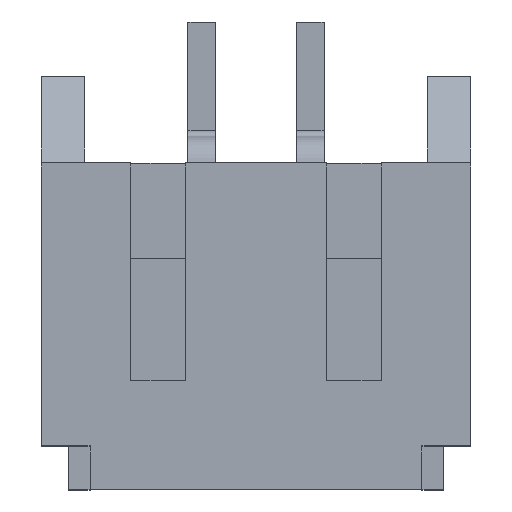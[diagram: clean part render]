
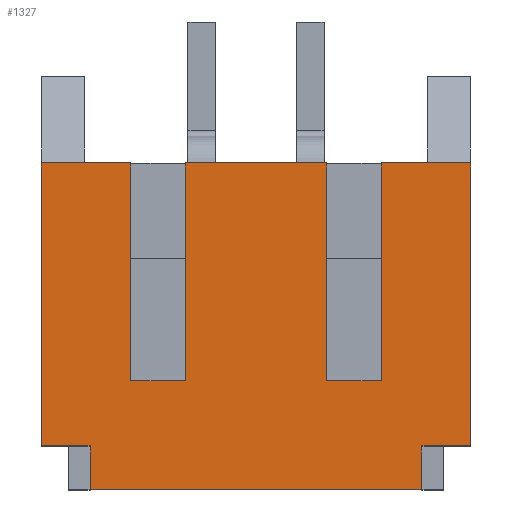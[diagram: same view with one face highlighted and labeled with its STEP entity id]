
A CAD part, top view. The second image highlights one B-rep face of the part: STEP entity #1327.
In plain terms, the highlighted planar face has unit normal (0, 0, 1).
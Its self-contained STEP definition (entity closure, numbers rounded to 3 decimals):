
#283 = EDGE_CURVE('',#284,#286,#288,.T.);
#284 = VERTEX_POINT('',#285);
#285 = CARTESIAN_POINT('',(-1.3,2.1,5.6));
#286 = VERTEX_POINT('',#287);
#287 = CARTESIAN_POINT('',(1.3,2.1,5.6));
#288 = LINE('',#289,#290);
#289 = CARTESIAN_POINT('',(-3.95,2.1,5.6));
#290 = VECTOR('',#291,1.);
#291 = DIRECTION('',(1.,0.,0.));
#310 = VERTEX_POINT('',#311);
#311 = CARTESIAN_POINT('',(2.3,2.1,5.6));
#317 = EDGE_CURVE('',#310,#318,#320,.T.);
#318 = VERTEX_POINT('',#319);
#319 = CARTESIAN_POINT('',(3.95,2.1,5.6));
#320 = LINE('',#321,#322);
#321 = CARTESIAN_POINT('',(-3.95,2.1,5.6));
#322 = VECTOR('',#323,1.);
#323 = DIRECTION('',(1.,0.,0.));
#374 = VERTEX_POINT('',#375);
#375 = CARTESIAN_POINT('',(-3.95,2.1,5.6));
#381 = EDGE_CURVE('',#374,#382,#384,.T.);
#382 = VERTEX_POINT('',#383);
#383 = CARTESIAN_POINT('',(-2.3,2.1,5.6));
#384 = LINE('',#385,#386);
#385 = CARTESIAN_POINT('',(-3.95,2.1,5.6));
#386 = VECTOR('',#387,1.);
#387 = DIRECTION('',(1.,0.,0.));
#709 = VERTEX_POINT('',#710);
#710 = CARTESIAN_POINT('',(2.3,-1.9,5.6));
#716 = EDGE_CURVE('',#709,#310,#717,.T.);
#717 = LINE('',#718,#719);
#718 = CARTESIAN_POINT('',(2.3,-1.9,5.6));
#719 = VECTOR('',#720,1.);
#720 = DIRECTION('',(0.,1.,0.));
#851 = VERTEX_POINT('',#852);
#852 = CARTESIAN_POINT('',(-3.95,-3.1,5.6));
#858 = EDGE_CURVE('',#374,#851,#859,.T.);
#859 = LINE('',#860,#861);
#860 = CARTESIAN_POINT('',(-3.95,-3.9,5.6));
#861 = VECTOR('',#862,1.);
#862 = DIRECTION('',(0.,-1.,0.));
#1045 = EDGE_CURVE('',#1046,#318,#1048,.T.);
#1046 = VERTEX_POINT('',#1047);
#1047 = CARTESIAN_POINT('',(3.95,-3.1,5.6));
#1048 = LINE('',#1049,#1050);
#1049 = CARTESIAN_POINT('',(3.95,-3.9,5.6));
#1050 = VECTOR('',#1051,1.);
#1051 = DIRECTION('',(0.,1.,0.));
#1196 = EDGE_CURVE('',#382,#1197,#1199,.T.);
#1197 = VERTEX_POINT('',#1198);
#1198 = CARTESIAN_POINT('',(-2.3,-1.9,5.6));
#1199 = LINE('',#1200,#1201);
#1200 = CARTESIAN_POINT('',(-2.3,-1.9,5.6));
#1201 = VECTOR('',#1202,1.);
#1202 = DIRECTION('',(0.,-1.,0.));
#1260 = EDGE_CURVE('',#286,#1261,#1263,.T.);
#1261 = VERTEX_POINT('',#1262);
#1262 = CARTESIAN_POINT('',(1.3,-1.9,5.6));
#1263 = LINE('',#1264,#1265);
#1264 = CARTESIAN_POINT('',(1.3,-1.9,5.6));
#1265 = VECTOR('',#1266,1.);
#1266 = DIRECTION('',(0.,-1.,0.));
#1309 = VERTEX_POINT('',#1310);
#1310 = CARTESIAN_POINT('',(-1.3,-1.9,5.6));
#1316 = EDGE_CURVE('',#1309,#284,#1317,.T.);
#1317 = LINE('',#1318,#1319);
#1318 = CARTESIAN_POINT('',(-1.3,-1.9,5.6));
#1319 = VECTOR('',#1320,1.);
#1320 = DIRECTION('',(0.,1.,0.));
#1327 = ADVANCED_FACE('',(#1328),#1389,.F.);
#1328 = FACE_BOUND('',#1329,.T.);
#1329 = EDGE_LOOP('',(#1330,#1336,#1337,#1338,#1339,#1345,#1346,#1347,
    #1348,#1356,#1364,#1372,#1380,#1386,#1387,#1388));
#1330 = ORIENTED_EDGE('',*,*,#1331,.F.);
#1331 = EDGE_CURVE('',#1261,#709,#1332,.T.);
#1332 = LINE('',#1333,#1334);
#1333 = CARTESIAN_POINT('',(2.3,-1.9,5.6));
#1334 = VECTOR('',#1335,1.);
#1335 = DIRECTION('',(1.,0.,0.));
#1336 = ORIENTED_EDGE('',*,*,#1260,.F.);
#1337 = ORIENTED_EDGE('',*,*,#283,.F.);
#1338 = ORIENTED_EDGE('',*,*,#1316,.F.);
#1339 = ORIENTED_EDGE('',*,*,#1340,.F.);
#1340 = EDGE_CURVE('',#1197,#1309,#1341,.T.);
#1341 = LINE('',#1342,#1343);
#1342 = CARTESIAN_POINT('',(-2.3,-1.9,5.6));
#1343 = VECTOR('',#1344,1.);
#1344 = DIRECTION('',(1.,0.,0.));
#1345 = ORIENTED_EDGE('',*,*,#1196,.F.);
#1346 = ORIENTED_EDGE('',*,*,#381,.F.);
#1347 = ORIENTED_EDGE('',*,*,#858,.T.);
#1348 = ORIENTED_EDGE('',*,*,#1349,.F.);
#1349 = EDGE_CURVE('',#1350,#851,#1352,.T.);
#1350 = VERTEX_POINT('',#1351);
#1351 = CARTESIAN_POINT('',(-3.05,-3.1,5.6));
#1352 = LINE('',#1353,#1354);
#1353 = CARTESIAN_POINT('',(-3.95,-3.1,5.6));
#1354 = VECTOR('',#1355,1.);
#1355 = DIRECTION('',(-1.,0.,0.));
#1356 = ORIENTED_EDGE('',*,*,#1357,.F.);
#1357 = EDGE_CURVE('',#1358,#1350,#1360,.T.);
#1358 = VERTEX_POINT('',#1359);
#1359 = CARTESIAN_POINT('',(-3.05,-3.9,5.6));
#1360 = LINE('',#1361,#1362);
#1361 = CARTESIAN_POINT('',(-3.05,-3.9,5.6));
#1362 = VECTOR('',#1363,1.);
#1363 = DIRECTION('',(0.,1.,0.));
#1364 = ORIENTED_EDGE('',*,*,#1365,.T.);
#1365 = EDGE_CURVE('',#1358,#1366,#1368,.T.);
#1366 = VERTEX_POINT('',#1367);
#1367 = CARTESIAN_POINT('',(3.05,-3.9,5.6));
#1368 = LINE('',#1369,#1370);
#1369 = CARTESIAN_POINT('',(3.95,-3.9,5.6));
#1370 = VECTOR('',#1371,1.);
#1371 = DIRECTION('',(1.,0.,0.));
#1372 = ORIENTED_EDGE('',*,*,#1373,.F.);
#1373 = EDGE_CURVE('',#1374,#1366,#1376,.T.);
#1374 = VERTEX_POINT('',#1375);
#1375 = CARTESIAN_POINT('',(3.05,-3.1,5.6));
#1376 = LINE('',#1377,#1378);
#1377 = CARTESIAN_POINT('',(3.05,-3.9,5.6));
#1378 = VECTOR('',#1379,1.);
#1379 = DIRECTION('',(0.,-1.,0.));
#1380 = ORIENTED_EDGE('',*,*,#1381,.F.);
#1381 = EDGE_CURVE('',#1046,#1374,#1382,.T.);
#1382 = LINE('',#1383,#1384);
#1383 = CARTESIAN_POINT('',(3.95,-3.1,5.6));
#1384 = VECTOR('',#1385,1.);
#1385 = DIRECTION('',(-1.,0.,0.));
#1386 = ORIENTED_EDGE('',*,*,#1045,.T.);
#1387 = ORIENTED_EDGE('',*,*,#317,.F.);
#1388 = ORIENTED_EDGE('',*,*,#716,.F.);
#1389 = PLANE('',#1390);
#1390 = AXIS2_PLACEMENT_3D('',#1391,#1392,#1393);
#1391 = CARTESIAN_POINT('',(-3.95,3.7,5.6));
#1392 = DIRECTION('',(0.,0.,-1.));
#1393 = DIRECTION('',(1.,0.,0.));
